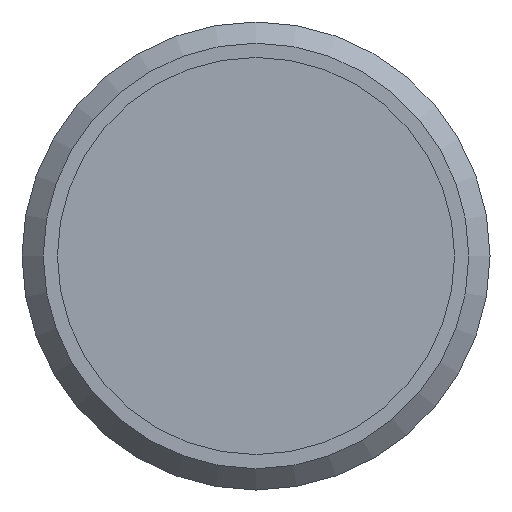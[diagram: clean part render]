
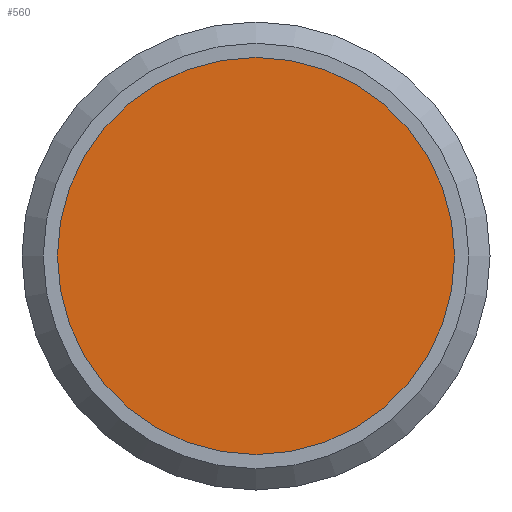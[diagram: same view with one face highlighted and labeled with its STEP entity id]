
A CAD part, front view. The second image highlights one B-rep face of the part: STEP entity #560.
In plain terms, the highlighted planar face has unit normal (0, -1, 0).
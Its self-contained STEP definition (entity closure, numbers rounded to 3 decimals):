
#37=PLANE('',#625);
#55=FACE_OUTER_BOUND('',#93,.T.);
#93=EDGE_LOOP('',(#381));
#193=CIRCLE('',#626,14.);
#241=VERTEX_POINT('',#916);
#297=EDGE_CURVE('',#241,#241,#193,.T.);
#381=ORIENTED_EDGE('',*,*,#297,.T.);
#560=ADVANCED_FACE('',(#55),#37,.T.);
#625=AXIS2_PLACEMENT_3D('',#915,#729,#730);
#626=AXIS2_PLACEMENT_3D('',#917,#731,#732);
#729=DIRECTION('center_axis',(0.,-1.,0.));
#730=DIRECTION('ref_axis',(0.,0.,-1.));
#731=DIRECTION('center_axis',(0.,-1.,0.));
#732=DIRECTION('ref_axis',(1.,0.,0.));
#915=CARTESIAN_POINT('Origin',(7.,-15.,0.));
#916=CARTESIAN_POINT('',(-14.,-15.,0.));
#917=CARTESIAN_POINT('Origin',(0.,-15.,0.));
